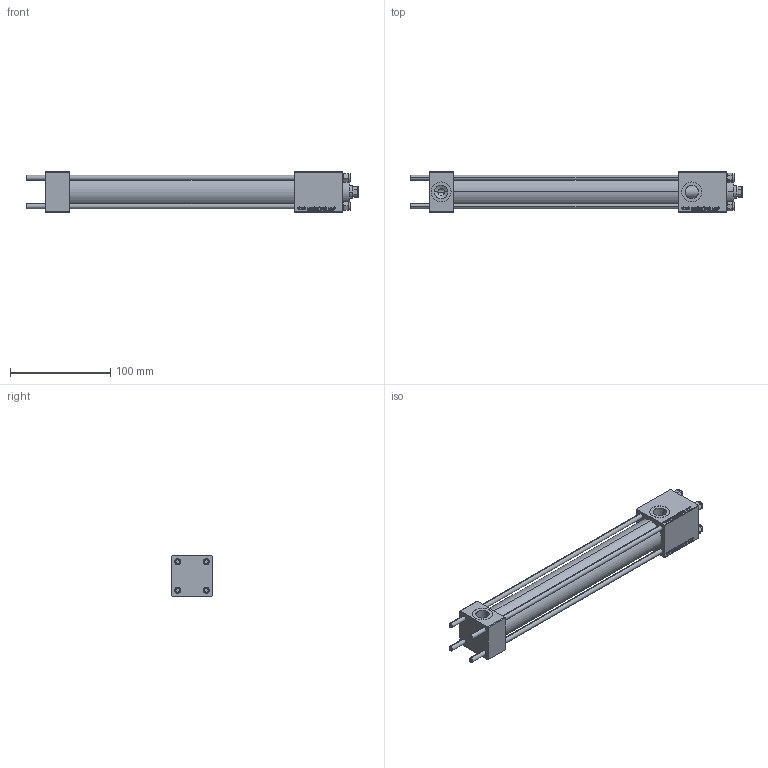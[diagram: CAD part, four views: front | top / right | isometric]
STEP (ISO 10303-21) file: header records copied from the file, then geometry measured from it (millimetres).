
FILE_DESCRIPTION (( 'STEP AP203' ), '1' );
FILE_NAME ('3fe1.STEP', '2022-04-14T10:20:02', ( '' ), ( '' ), 'SwSTEP 2.0', 'SolidWorks 2019', '' );
FILE_SCHEMA (( 'CONFIG_CONTROL_DESIGN' ));
Length unit declared in the file: millimetre
Products named in the file (6): V215_VC_A 7d56c3b5b01a6664cd80c90ac08f14d6; 3fe1; V215CR_BODY_A 7d56c3b5b01a6664cd80c90ac08f14d6; NUT_M5 7d56c3b5b01a6664cd80c90ac08f14d6; V215CR_VCP 7d56c3b5b01a6664cd80c90ac08f14d6; CR025_012_A_0_G_A_G_M_020_+#_##_TYCINKA 7d56c3b5b01a6664cd80c90ac08f14d6
Assembly tree (11 placements, depth 2):
  3fe1
    V215CR_BODY_A 7d56c3b5b01a6664cd80c90ac08f14d6
    CR025_012_A_0_G_A_G_M_020_+#_##_TYCINKA 7d56c3b5b01a6664cd80c90ac08f14d6  x4
    NUT_M5 7d56c3b5b01a6664cd80c90ac08f14d6  x4
    V215CR_VCP 7d56c3b5b01a6664cd80c90ac08f14d6
    V215_VC_A 7d56c3b5b01a6664cd80c90ac08f14d6
Bounding box: 331 x 40 x 40 mm (x, y, z)
Volume: 225859.6 mm3; surface area: 108160.1 mm2
Topology: 11 solids, 11 shells, 1137 faces, 2859 edges, 1851 vertices
Faces by surface type: plane 519, bspline 392, cone 136, cylinder 82, torus 8
Entity records: 49959 total; most frequent: CARTESIAN_POINT 27060, ORIENTED_EDGE 5210, DIRECTION 3251, EDGE_CURVE 2605, VERTEX_POINT 1707, LINE 1583, VECTOR 1583, EDGE_LOOP 1144
